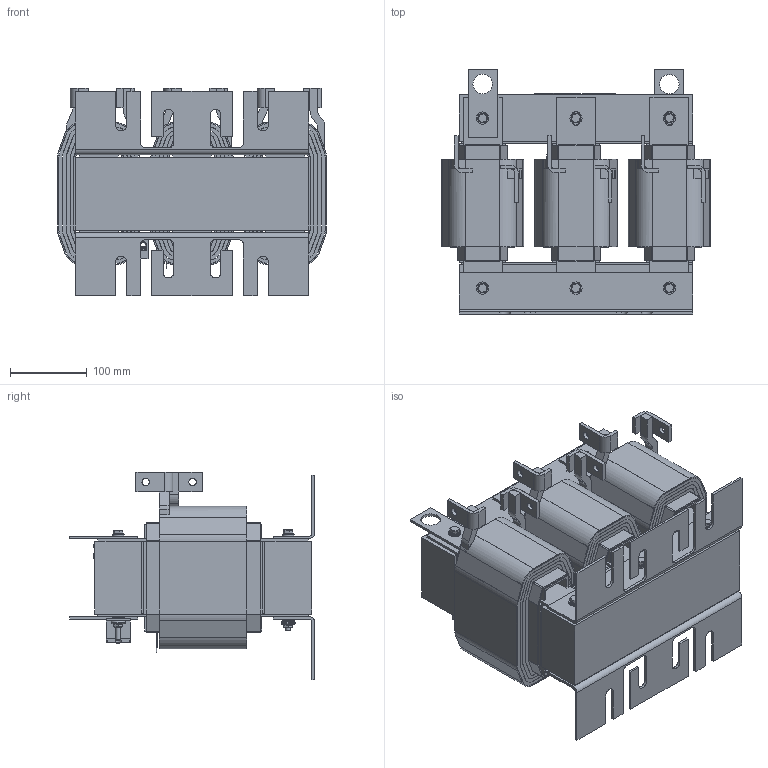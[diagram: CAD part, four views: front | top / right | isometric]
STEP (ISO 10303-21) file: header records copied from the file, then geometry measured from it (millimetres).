
FILE_DESCRIPTION(/* description */ (''),/* implementation_level */ '2;1');
FILE_NAME(/* name */ 'KTRMG160A.stp',/* time_stamp */ '2020-08-03T07:51:27-05:00',/* author */ ('jnelson'),/* organization */ (''),/* preprocessor_version */ 'ST-DEVELOPER v17',/* originating_system */ 'Autodesk Inventor 2019',/* authorisation */ '');
FILE_SCHEMA (('AUTOMOTIVE_DESIGN { 1 0 10303 214 3 1 1 }'));
Length unit declared in the file: inch
Products named in the file (27): KTRMG160A; 24263-REV-NR; 21513-3.75; 15309; 15183-.12 GAP; 24156 TERM CHANGE; 21512; 15112; 21085-REV-E; 21621-REV-A; 24156-COIL- TERMINAL CHANGE; 15465; 30097- LARGE  BLANK  (REACTOR); 1505-1763-4495 ASSEMBLY; 15217; 31555; 28453; 28453_1; 11923insert-hex head; 11923-1; 11923-HEX SCREW; 31553; 29477-SHORT LEADS; 1505; 1763-4495 ASSEMBLY; 4495; 1763
Assembly tree (65 placements, depth 4):
  KTRMG160A
    21513-3.75  x2
    24263-REV-NR  x2
    15309  x2
    15183-.12 GAP  x2
    24156 TERM CHANGE  x3
      21512
      15112
      21085-REV-E
      21621-REV-A
      24156-COIL- TERMINAL CHANGE
    15465  x6
    1763-4495 ASSEMBLY  x8
      4495
      1763
    30097- LARGE  BLANK  (REACTOR)
    1505-1763-4495 ASSEMBLY  x4
      4495
      1763
      1505
    15217  x4
    31555  x2
    28453
      28453_1
      11923insert-hex head  x3
        11923-1
        11923-HEX SCREW
    31553
    29477-SHORT LEADS
    1505  x2
Bounding box: 351.18 x 319.79 x 270.84 mm (x, y, z)
Volume: 10732145.9 mm3; surface area: 3312985.2 mm2
Topology: 99 solids, 99 shells, 2516 faces, 6546 edges, 4281 vertices
Faces by surface type: plane 1465, cylinder 827, bspline 166, cone 42, torus 12, sphere 4
Full cylindrical faces by diameter (mm): 0.762 x2, 1.524 x2, 4.166 x2, 4.496 x3, 4.724 x2, 5.172 x30, 6.147 x12, 6.35 x42, 6.604 x6, 7.01 x6, 7.137 x12, 7.62 x12, 8.128 x4, 8.636 x6, 9.652 x8, 10.312 x6, 12.7 x12, 15.875 x12, 18.491 x6, 25.4 x2
Entity records: 39272 total; most frequent: CARTESIAN_POINT 10385, ORIENTED_EDGE 6022, DIRECTION 5320, EDGE_CURVE 3011, LINE 2088, VECTOR 2088, VERTEX_POINT 1985, AXIS2_PLACEMENT_3D 1616
